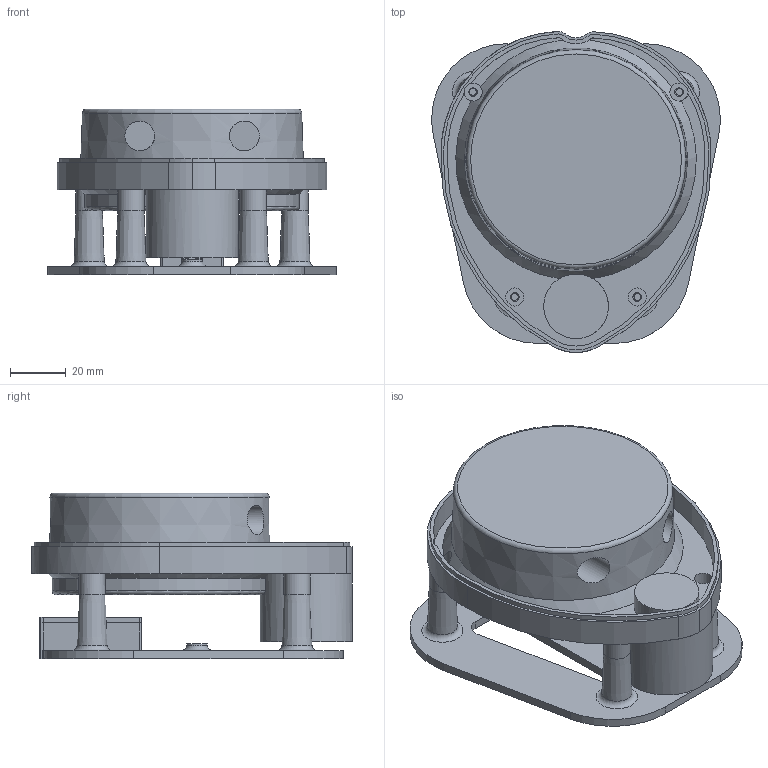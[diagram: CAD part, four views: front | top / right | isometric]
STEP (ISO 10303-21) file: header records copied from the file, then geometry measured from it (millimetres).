
FILE_DESCRIPTION(/* description */ ('Alibre Inc.'),/* implementation_level */ '2;1');
FILE_NAME(/* name */ 'export0',/* time_stamp */ '2016-10-09T16:15:02-07:00',/* author */ (''),/* organization */ (''),/* preprocessor_version */ 'ST-DEVELOPER v14',/* originating_system */ 'Alibre',/* authorisation */ '');
FILE_SCHEMA (('CONFIG_CONTROL_DESIGN'));
Length unit declared in the file: millimetre
Products named in the file (7): ID_1; ID_2; ID_3
Bounding box: 103.44 x 115.02 x 59.5 mm (x, y, z)
Volume: 253179 mm3; surface area: 62964.5 mm2
Topology: 5 solids, 5 shells, 837 faces, 2222 edges, 1448 vertices
Faces by surface type: plane 566, cylinder 234, cone 22, torus 11, sphere 4
Full cylindrical faces by diameter (mm): 1 x24, 2.5 x5, 3 x1, 3.1 x4, 5 x4, 6.35 x4, 6.5 x4, 9.5 x4, 10.7 x2, 23.2 x1, 33 x1
Entity records: 25951 total; most frequent: CARTESIAN_POINT 5021, ORIENTED_EDGE 4254, DIRECTION 3700, EDGE_CURVE 2127, VECTOR 1550, LINE 1550, VERTEX_POINT 1428, AXIS2_PLACEMENT_3D 1345
